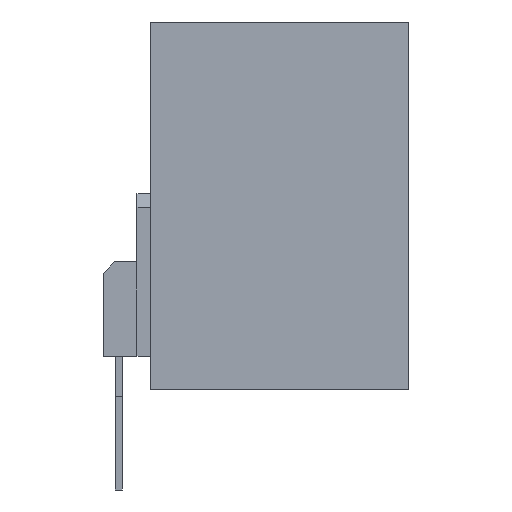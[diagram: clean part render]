
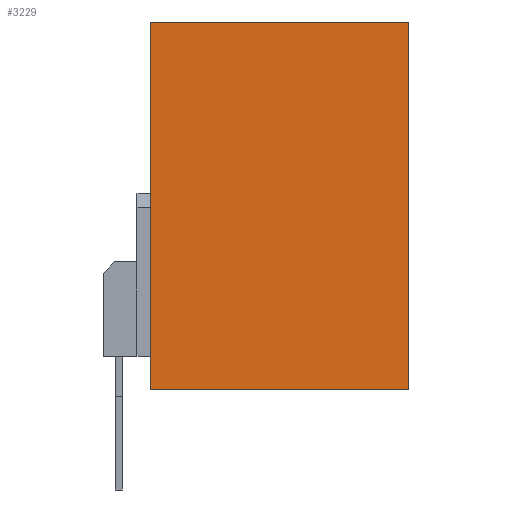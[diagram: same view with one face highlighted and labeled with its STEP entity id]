
A CAD part, left-side view. The second image highlights one B-rep face of the part: STEP entity #3229.
In plain terms, the highlighted planar face has unit normal (-1, 0, 0).
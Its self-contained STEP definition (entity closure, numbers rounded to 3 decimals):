
#59 = PLANE('',#60);
#60 = AXIS2_PLACEMENT_3D('',#61,#62,#63);
#61 = CARTESIAN_POINT('',(-39.37,0.,0.));
#62 = DIRECTION('',(0.,1.,0.));
#63 = DIRECTION('',(1.,0.,0.));
#87 = PLANE('',#88);
#88 = AXIS2_PLACEMENT_3D('',#89,#90,#91);
#89 = CARTESIAN_POINT('',(-38.17,0.,35.56));
#90 = DIRECTION('',(0.,0.,-1.));
#91 = DIRECTION('',(-1.,0.,0.));
#141 = PLANE('',#142);
#142 = AXIS2_PLACEMENT_3D('',#143,#144,#145);
#143 = CARTESIAN_POINT('',(-38.17,0.,0.));
#144 = DIRECTION('',(0.,0.,-1.));
#145 = DIRECTION('',(-1.,0.,0.));
#156 = EDGE_CURVE('',#157,#159,#161,.T.);
#157 = VERTEX_POINT('',#158);
#158 = CARTESIAN_POINT('',(-39.37,0.,0.));
#159 = VERTEX_POINT('',#160);
#160 = CARTESIAN_POINT('',(-39.37,0.,35.56));
#161 = SURFACE_CURVE('',#162,(#166,#173),.PCURVE_S1.);
#162 = LINE('',#163,#164);
#163 = CARTESIAN_POINT('',(-39.37,0.,0.));
#164 = VECTOR('',#165,1.);
#165 = DIRECTION('',(0.,0.,1.));
#166 = PCURVE('',#59,#167);
#167 = DEFINITIONAL_REPRESENTATION('',(#168),#172);
#168 = LINE('',#169,#170);
#169 = CARTESIAN_POINT('',(0.,0.));
#170 = VECTOR('',#171,1.);
#171 = DIRECTION('',(0.,-1.));
#172 = ( GEOMETRIC_REPRESENTATION_CONTEXT(2) 
PARAMETRIC_REPRESENTATION_CONTEXT() REPRESENTATION_CONTEXT('2D SPACE',''
  ) );
#173 = PCURVE('',#174,#179);
#174 = PLANE('',#175);
#175 = AXIS2_PLACEMENT_3D('',#176,#177,#178);
#176 = CARTESIAN_POINT('',(-39.37,0.,0.));
#177 = DIRECTION('',(-1.,0.,0.));
#178 = DIRECTION('',(0.,1.,0.));
#179 = DEFINITIONAL_REPRESENTATION('',(#180),#184);
#180 = LINE('',#181,#182);
#181 = CARTESIAN_POINT('',(0.,0.));
#182 = VECTOR('',#183,1.);
#183 = DIRECTION('',(0.,-1.));
#184 = ( GEOMETRIC_REPRESENTATION_CONTEXT(2) 
PARAMETRIC_REPRESENTATION_CONTEXT() REPRESENTATION_CONTEXT('2D SPACE',''
  ) );
#310 = EDGE_CURVE('',#157,#311,#313,.T.);
#311 = VERTEX_POINT('',#312);
#312 = CARTESIAN_POINT('',(-39.37,25.,0.));
#313 = SURFACE_CURVE('',#314,(#318,#325),.PCURVE_S1.);
#314 = LINE('',#315,#316);
#315 = CARTESIAN_POINT('',(-39.37,0.,0.));
#316 = VECTOR('',#317,1.);
#317 = DIRECTION('',(0.,1.,0.));
#318 = PCURVE('',#141,#319);
#319 = DEFINITIONAL_REPRESENTATION('',(#320),#324);
#320 = LINE('',#321,#322);
#321 = CARTESIAN_POINT('',(1.2,0.));
#322 = VECTOR('',#323,1.);
#323 = DIRECTION('',(0.,1.));
#324 = ( GEOMETRIC_REPRESENTATION_CONTEXT(2) 
PARAMETRIC_REPRESENTATION_CONTEXT() REPRESENTATION_CONTEXT('2D SPACE',''
  ) );
#325 = PCURVE('',#174,#326);
#326 = DEFINITIONAL_REPRESENTATION('',(#327),#331);
#327 = LINE('',#328,#329);
#328 = CARTESIAN_POINT('',(0.,0.));
#329 = VECTOR('',#330,1.);
#330 = DIRECTION('',(1.,0.));
#331 = ( GEOMETRIC_REPRESENTATION_CONTEXT(2) 
PARAMETRIC_REPRESENTATION_CONTEXT() REPRESENTATION_CONTEXT('2D SPACE',''
  ) );
#349 = PLANE('',#350);
#350 = AXIS2_PLACEMENT_3D('',#351,#352,#353);
#351 = CARTESIAN_POINT('',(-39.37,25.,0.));
#352 = DIRECTION('',(0.,1.,0.));
#353 = DIRECTION('',(1.,0.,0.));
#1910 = EDGE_CURVE('',#159,#1911,#1913,.T.);
#1911 = VERTEX_POINT('',#1912);
#1912 = CARTESIAN_POINT('',(-39.37,25.,35.56));
#1913 = SURFACE_CURVE('',#1914,(#1918,#1925),.PCURVE_S1.);
#1914 = LINE('',#1915,#1916);
#1915 = CARTESIAN_POINT('',(-39.37,0.,35.56));
#1916 = VECTOR('',#1917,1.);
#1917 = DIRECTION('',(0.,1.,0.));
#1918 = PCURVE('',#87,#1919);
#1919 = DEFINITIONAL_REPRESENTATION('',(#1920),#1924);
#1920 = LINE('',#1921,#1922);
#1921 = CARTESIAN_POINT('',(1.2,0.));
#1922 = VECTOR('',#1923,1.);
#1923 = DIRECTION('',(0.,1.));
#1924 = ( GEOMETRIC_REPRESENTATION_CONTEXT(2) 
PARAMETRIC_REPRESENTATION_CONTEXT() REPRESENTATION_CONTEXT('2D SPACE',''
  ) );
#1925 = PCURVE('',#174,#1926);
#1926 = DEFINITIONAL_REPRESENTATION('',(#1927),#1931);
#1927 = LINE('',#1928,#1929);
#1928 = CARTESIAN_POINT('',(0.,-35.56));
#1929 = VECTOR('',#1930,1.);
#1930 = DIRECTION('',(1.,0.));
#1931 = ( GEOMETRIC_REPRESENTATION_CONTEXT(2) 
PARAMETRIC_REPRESENTATION_CONTEXT() REPRESENTATION_CONTEXT('2D SPACE',''
  ) );
#3229 = ADVANCED_FACE('',(#3230),#174,.T.);
#3230 = FACE_BOUND('',#3231,.T.);
#3231 = EDGE_LOOP('',(#3232,#3233,#3234,#3255));
#3232 = ORIENTED_EDGE('',*,*,#156,.T.);
#3233 = ORIENTED_EDGE('',*,*,#1910,.T.);
#3234 = ORIENTED_EDGE('',*,*,#3235,.F.);
#3235 = EDGE_CURVE('',#311,#1911,#3236,.T.);
#3236 = SURFACE_CURVE('',#3237,(#3241,#3248),.PCURVE_S1.);
#3237 = LINE('',#3238,#3239);
#3238 = CARTESIAN_POINT('',(-39.37,25.,0.));
#3239 = VECTOR('',#3240,1.);
#3240 = DIRECTION('',(0.,0.,1.));
#3241 = PCURVE('',#174,#3242);
#3242 = DEFINITIONAL_REPRESENTATION('',(#3243),#3247);
#3243 = LINE('',#3244,#3245);
#3244 = CARTESIAN_POINT('',(25.,0.));
#3245 = VECTOR('',#3246,1.);
#3246 = DIRECTION('',(0.,-1.));
#3247 = ( GEOMETRIC_REPRESENTATION_CONTEXT(2) 
PARAMETRIC_REPRESENTATION_CONTEXT() REPRESENTATION_CONTEXT('2D SPACE',''
  ) );
#3248 = PCURVE('',#349,#3249);
#3249 = DEFINITIONAL_REPRESENTATION('',(#3250),#3254);
#3250 = LINE('',#3251,#3252);
#3251 = CARTESIAN_POINT('',(0.,0.));
#3252 = VECTOR('',#3253,1.);
#3253 = DIRECTION('',(0.,-1.));
#3254 = ( GEOMETRIC_REPRESENTATION_CONTEXT(2) 
PARAMETRIC_REPRESENTATION_CONTEXT() REPRESENTATION_CONTEXT('2D SPACE',''
  ) );
#3255 = ORIENTED_EDGE('',*,*,#310,.F.);
